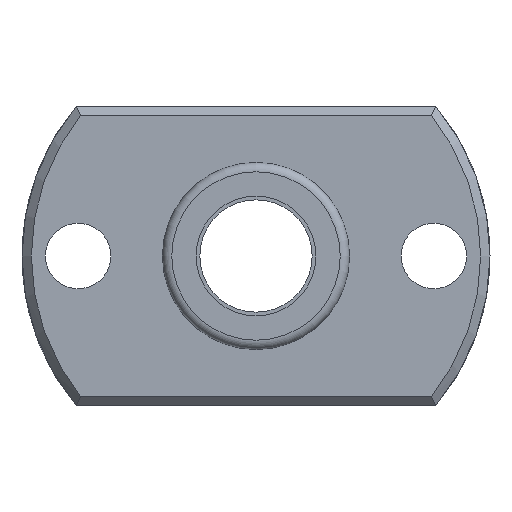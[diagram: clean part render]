
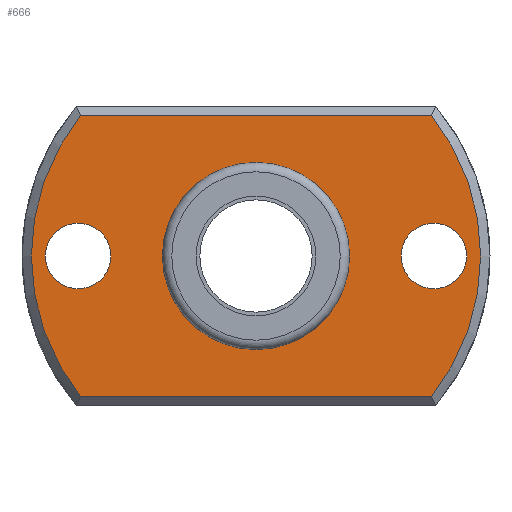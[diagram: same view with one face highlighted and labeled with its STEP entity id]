
A CAD part, left-side view. The second image highlights one B-rep face of the part: STEP entity #666.
In plain terms, the highlighted planar face has unit normal (-1, 0, 0).
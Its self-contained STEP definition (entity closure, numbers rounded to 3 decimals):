
#58=LINE('',#1103,#94);
#59=LINE('',#1108,#95);
#94=VECTOR('',#890,1000.);
#95=VECTOR('',#893,1000.);
#117=PLANE('',#748);
#187=ORIENTED_EDGE('',*,*,#354,.T.);
#188=ORIENTED_EDGE('',*,*,#355,.T.);
#189=ORIENTED_EDGE('',*,*,#356,.T.);
#190=ORIENTED_EDGE('',*,*,#357,.T.);
#191=ORIENTED_EDGE('',*,*,#358,.F.);
#192=ORIENTED_EDGE('',*,*,#359,.F.);
#193=ORIENTED_EDGE('',*,*,#315,.F.);
#315=EDGE_CURVE('',#403,#403,#463,.F.);
#354=EDGE_CURVE('',#438,#439,#58,.T.);
#355=EDGE_CURVE('',#439,#440,#484,.F.);
#356=EDGE_CURVE('',#440,#441,#59,.T.);
#357=EDGE_CURVE('',#441,#438,#485,.F.);
#358=EDGE_CURVE('',#442,#442,#486,.F.);
#359=EDGE_CURVE('',#443,#443,#487,.F.);
#403=VERTEX_POINT('',#1019);
#438=VERTEX_POINT('',#1104);
#439=VERTEX_POINT('',#1105);
#440=VERTEX_POINT('',#1107);
#441=VERTEX_POINT('',#1109);
#442=VERTEX_POINT('',#1112);
#443=VERTEX_POINT('',#1114);
#463=CIRCLE('',#717,5.);
#484=CIRCLE('',#749,12.);
#485=CIRCLE('',#750,12.);
#486=CIRCLE('',#751,1.75);
#487=CIRCLE('',#752,1.75);
#520=EDGE_LOOP('',(#187,#188,#189,#190));
#521=EDGE_LOOP('',(#191));
#522=EDGE_LOOP('',(#192));
#523=EDGE_LOOP('',(#193));
#590=FACE_BOUND('',#520,.T.);
#591=FACE_BOUND('',#521,.T.);
#592=FACE_BOUND('',#522,.T.);
#593=FACE_BOUND('',#523,.T.);
#666=ADVANCED_FACE('',(#590,#591,#592,#593),#117,.F.);
#717=AXIS2_PLACEMENT_3D('',#1018,#808,#809);
#748=AXIS2_PLACEMENT_3D('',#1102,#888,#889);
#749=AXIS2_PLACEMENT_3D('',#1106,#891,#892);
#750=AXIS2_PLACEMENT_3D('',#1110,#894,#895);
#751=AXIS2_PLACEMENT_3D('',#1111,#896,#897);
#752=AXIS2_PLACEMENT_3D('',#1113,#898,#899);
#808=DIRECTION('',(1.,0.,0.));
#809=DIRECTION('',(0.,0.,-1.));
#888=DIRECTION('',(1.,0.,0.));
#889=DIRECTION('',(0.,0.,-1.));
#890=DIRECTION('',(0.,1.,0.));
#891=DIRECTION('',(1.,0.,0.));
#892=DIRECTION('',(0.,0.,-1.));
#893=DIRECTION('',(0.,-1.,0.));
#894=DIRECTION('',(1.,0.,0.));
#895=DIRECTION('',(0.,0.,-1.));
#896=DIRECTION('',(1.,0.,0.));
#897=DIRECTION('',(0.,0.,-1.));
#898=DIRECTION('',(1.,0.,0.));
#899=DIRECTION('',(0.,0.,-1.));
#1018=CARTESIAN_POINT('',(-14.,0.,0.));
#1019=CARTESIAN_POINT('',(-14.,0.,-5.));
#1102=CARTESIAN_POINT('',(-14.,0.,0.));
#1103=CARTESIAN_POINT('',(-14.,0.,7.5));
#1104=CARTESIAN_POINT('',(-14.,-9.367,7.5));
#1105=CARTESIAN_POINT('',(-14.,9.367,7.5));
#1106=CARTESIAN_POINT('',(-14.,0.,0.));
#1107=CARTESIAN_POINT('',(-14.,9.367,-7.5));
#1108=CARTESIAN_POINT('',(-14.,0.,-7.5));
#1109=CARTESIAN_POINT('',(-14.,-9.367,-7.5));
#1110=CARTESIAN_POINT('',(-14.,0.,0.));
#1111=CARTESIAN_POINT('',(-14.,-9.5,0.));
#1112=CARTESIAN_POINT('',(-14.,-9.5,-1.75));
#1113=CARTESIAN_POINT('',(-14.,9.5,0.));
#1114=CARTESIAN_POINT('',(-14.,9.5,-1.75));
